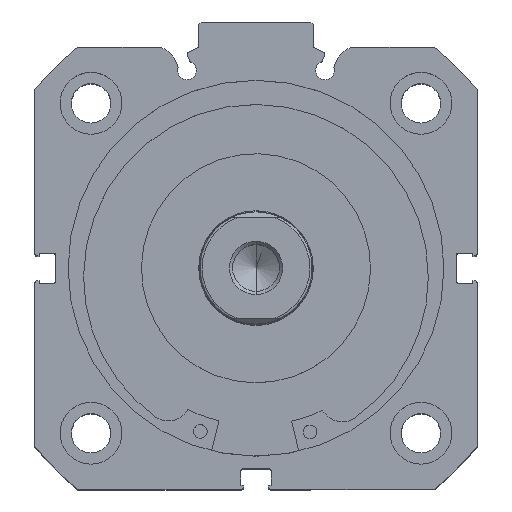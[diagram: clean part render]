
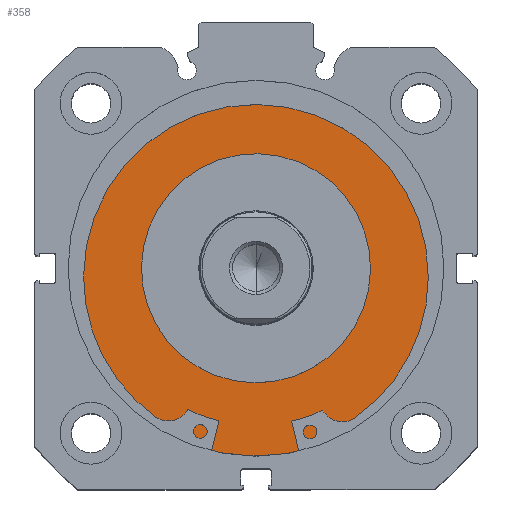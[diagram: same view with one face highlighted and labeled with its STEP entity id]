
A CAD part, top view. The second image highlights one B-rep face of the part: STEP entity #358.
In plain terms, the highlighted face is planar.
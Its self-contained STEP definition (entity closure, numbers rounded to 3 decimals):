
#358 = ADVANCED_FACE ( 'NONE', ( #6657, #6668 ), #1670, .F. ) ;
#742 = CARTESIAN_POINT ( 'NONE',  ( 4., 0., 25. ) ) ;
#796 = CARTESIAN_POINT ( 'NONE',  ( 4., 0., -25. ) ) ;
#912 = VERTEX_POINT ( 'NONE', #1211 ) ;
#921 = VERTEX_POINT ( 'NONE', #1209 ) ;
#1209 = CARTESIAN_POINT ( 'NONE',  ( 4., 0., 41. ) ) ;
#1211 = CARTESIAN_POINT ( 'NONE',  ( 4., 0., -41. ) ) ;
#1521 = VERTEX_POINT ( 'NONE', #796 ) ;
#1572 = DIRECTION ( 'NONE',  ( 0., 0., -1. ) ) ;
#1586 = DIRECTION ( 'NONE',  ( 1., 0., 0. ) ) ;
#1669 = CARTESIAN_POINT ( 'NONE',  ( 4., 41., 0. ) ) ;
#1670 = PLANE ( 'NONE',  #2680 ) ;
#1762 = VERTEX_POINT ( 'NONE', #742 ) ;
#2444 = EDGE_CURVE ( 'NONE', #1521, #1762, #3839, .T. ) ;
#2447 = EDGE_CURVE ( 'NONE', #912, #921, #3843, .T. ) ;
#2448 = EDGE_CURVE ( 'NONE', #921, #912, #3844, .T. ) ;
#2453 = EDGE_CURVE ( 'NONE', #1762, #1521, #3850, .T. ) ;
#2680 = AXIS2_PLACEMENT_3D ( 'NONE', #1669, #1586, #1572 ) ;
#2981 = AXIS2_PLACEMENT_3D ( 'NONE', #4949, #4950, #4951 ) ;
#2983 = AXIS2_PLACEMENT_3D ( 'NONE', #4959, #4960, #4961 ) ;
#2984 = AXIS2_PLACEMENT_3D ( 'NONE', #4955, #4957, #4958 ) ;
#2987 = AXIS2_PLACEMENT_3D ( 'NONE', #4974, #4976, #4977 ) ;
#3839 = CIRCLE ( 'NONE', #2981, 25. ) ;
#3843 = CIRCLE ( 'NONE', #2984, 41. ) ;
#3844 = CIRCLE ( 'NONE', #2983, 41. ) ;
#3850 = CIRCLE ( 'NONE', #2987, 25. ) ;
#4949 = CARTESIAN_POINT ( 'NONE',  ( 4., 0., 0. ) ) ;
#4950 = DIRECTION ( 'NONE',  ( -1., 0., 0. ) ) ;
#4951 = DIRECTION ( 'NONE',  ( 0., 0., 1. ) ) ;
#4955 = CARTESIAN_POINT ( 'NONE',  ( 4., 0., 0. ) ) ;
#4957 = DIRECTION ( 'NONE',  ( -1., 0., 0. ) ) ;
#4958 = DIRECTION ( 'NONE',  ( 0., 0., 1. ) ) ;
#4959 = CARTESIAN_POINT ( 'NONE',  ( 4., 0., 0. ) ) ;
#4960 = DIRECTION ( 'NONE',  ( -1., 0., 0. ) ) ;
#4961 = DIRECTION ( 'NONE',  ( 0., 0., 1. ) ) ;
#4974 = CARTESIAN_POINT ( 'NONE',  ( 4., 0., 0. ) ) ;
#4976 = DIRECTION ( 'NONE',  ( -1., 0., 0. ) ) ;
#4977 = DIRECTION ( 'NONE',  ( 0., 0., 1. ) ) ;
#5959 = ORIENTED_EDGE ( 'NONE', *, *, #2453, .F. ) ;
#6014 = ORIENTED_EDGE ( 'NONE', *, *, #2444, .F. ) ;
#6021 = ORIENTED_EDGE ( 'NONE', *, *, #2447, .T. ) ;
#6051 = ORIENTED_EDGE ( 'NONE', *, *, #2448, .T. ) ;
#6336 = EDGE_LOOP ( 'NONE', ( #5959, #6014 ) ) ;
#6340 = EDGE_LOOP ( 'NONE', ( #6051, #6021 ) ) ;
#6657 = FACE_BOUND ( 'NONE', #6336, .T. ) ;
#6668 = FACE_OUTER_BOUND ( 'NONE', #6340, .T. ) ;
